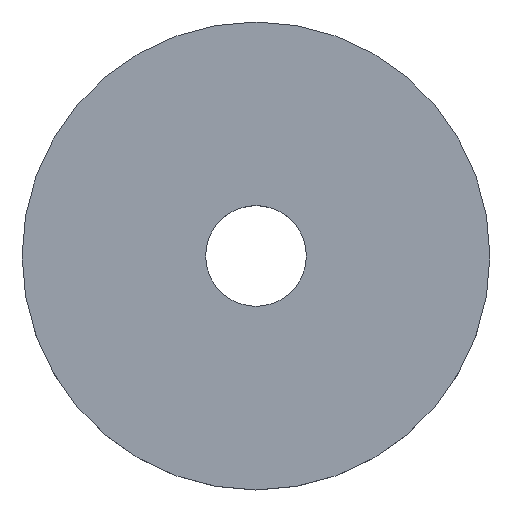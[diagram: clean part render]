
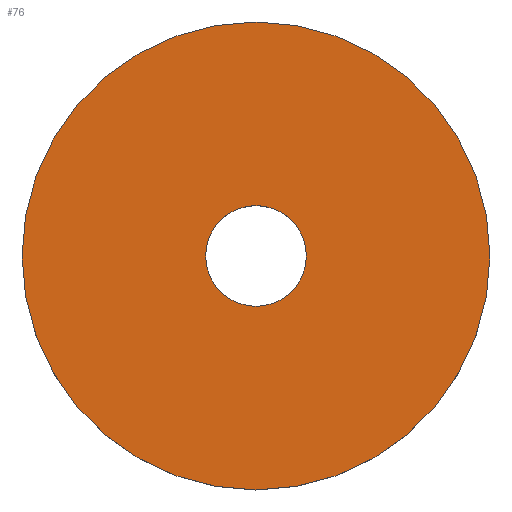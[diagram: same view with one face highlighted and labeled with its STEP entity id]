
A CAD part, top view. The second image highlights one B-rep face of the part: STEP entity #76.
In plain terms, the highlighted planar face has unit normal (0, 0, 1).
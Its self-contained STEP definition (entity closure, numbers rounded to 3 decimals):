
#50=VERTEX_POINT('',#119);
#52=EDGE_CURVE('',#50,#90,#121,.T.);
#54=EDGE_CURVE('',#62,#58,#123,.T.);
#58=VERTEX_POINT('',#127);
#62=VERTEX_POINT('',#132);
#76=ADVANCED_FACE('',(#147,#148),#149,.T.);
#84=EDGE_CURVE('',#90,#50,#158,.T.);
#90=VERTEX_POINT('',#164);
#92=EDGE_CURVE('',#58,#62,#166,.T.);
#119=CARTESIAN_POINT('',(4.25,0.0,5.0));
#121=CIRCLE('',#189,4.25);
#123=CIRCLE('',#192,19.75);
#127=CARTESIAN_POINT('',(-19.75,0.,5.0));
#132=CARTESIAN_POINT('',(19.75,0.0,5.0));
#147=FACE_OUTER_BOUND('',#223,.T.);
#148=FACE_BOUND('',#224,.T.);
#149=PLANE('',#225);
#158=CIRCLE('',#238,4.25);
#164=CARTESIAN_POINT('',(-4.25,0.,5.0));
#166=CIRCLE('',#247,19.75);
#189=AXIS2_PLACEMENT_3D('',#262,#263,#264);
#192=AXIS2_PLACEMENT_3D('',#265,#266,#267);
#223=EDGE_LOOP('',(#296,#297));
#224=EDGE_LOOP('',(#298,#299));
#225=AXIS2_PLACEMENT_3D('',#300,#301,#302);
#238=AXIS2_PLACEMENT_3D('',#315,#316,#317);
#247=AXIS2_PLACEMENT_3D('',#318,#319,#320);
#262=CARTESIAN_POINT('',(0.0,0.0,5.0));
#263=DIRECTION('',(0.0,0.0,-1.0));
#264=DIRECTION('',(1.0,0.0,0.0));
#265=CARTESIAN_POINT('',(0.0,0.0,5.0));
#266=DIRECTION('',(0.0,0.0,-1.0));
#267=DIRECTION('',(1.0,0.0,0.0));
#296=ORIENTED_EDGE('',*,*,#54,.F.);
#297=ORIENTED_EDGE('',*,*,#92,.F.);
#298=ORIENTED_EDGE('',*,*,#52,.T.);
#299=ORIENTED_EDGE('',*,*,#84,.T.);
#300=CARTESIAN_POINT('',(0.0,0.0,5.0));
#301=DIRECTION('',(0.0,0.0,1.0));
#302=DIRECTION('',(1.0,0.0,0.0));
#315=CARTESIAN_POINT('',(0.0,0.0,5.0));
#316=DIRECTION('',(0.0,0.0,-1.0));
#317=DIRECTION('',(1.0,0.0,0.0));
#318=CARTESIAN_POINT('',(0.0,0.0,5.0));
#319=DIRECTION('',(0.0,0.0,-1.0));
#320=DIRECTION('',(1.0,0.0,0.0));
